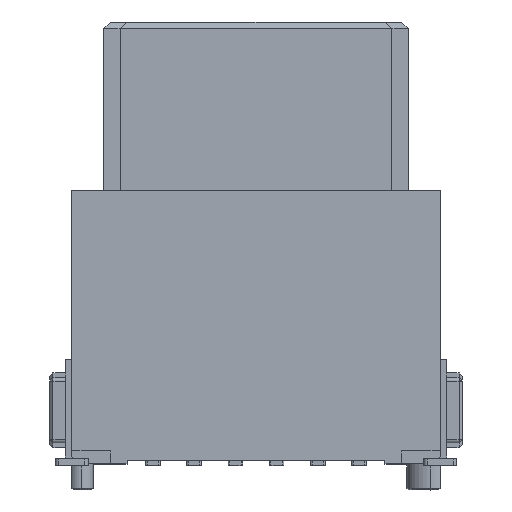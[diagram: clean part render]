
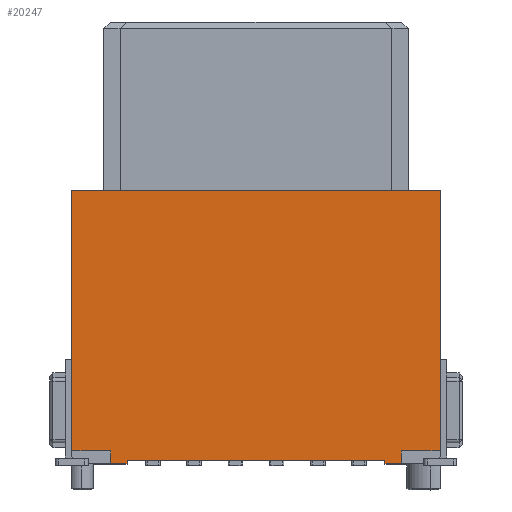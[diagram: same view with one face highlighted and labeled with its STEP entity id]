
A CAD part, top view. The second image highlights one B-rep face of the part: STEP entity #20247.
In plain terms, the highlighted planar face has unit normal (0, 0, 1).
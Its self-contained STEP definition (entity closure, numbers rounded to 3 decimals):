
#117 = VECTOR ( 'NONE', #7484, 1000. ) ;
#344 = CARTESIAN_POINT ( 'NONE',  ( 3.97, 0.05, 2.1 ) ) ;
#358 = EDGE_CURVE ( 'NONE', #9085, #17668, #2855, .T. ) ;
#990 = ORIENTED_EDGE ( 'NONE', *, *, #21194, .F. ) ;
#1173 = LINE ( 'NONE', #20902, #22189 ) ;
#1746 = EDGE_CURVE ( 'NONE', #27624, #18080, #9825, .T. ) ;
#2036 = EDGE_CURVE ( 'NONE', #17668, #24289, #8417, .T. ) ;
#2315 = LINE ( 'NONE', #23259, #20978 ) ;
#2631 = CARTESIAN_POINT ( 'NONE',  ( 5.67, 0.45, 2.1 ) ) ;
#2772 = CARTESIAN_POINT ( 'NONE',  ( 5.67, 8.45, 2.1 ) ) ;
#2847 = PLANE ( 'NONE',  #21403 ) ;
#2855 = LINE ( 'NONE', #15525, #15688 ) ;
#2907 = DIRECTION ( 'NONE',  ( 0., -1., 0. ) ) ;
#2934 = ORIENTED_EDGE ( 'NONE', *, *, #21023, .T. ) ;
#3558 = CARTESIAN_POINT ( 'NONE',  ( -5.67, 0.05, 2.1 ) ) ;
#3718 = VERTEX_POINT ( 'NONE', #16222 ) ;
#3813 = DIRECTION ( 'NONE',  ( 0., 1., 0. ) ) ;
#4050 = ORIENTED_EDGE ( 'NONE', *, *, #1746, .F. ) ;
#4070 = CARTESIAN_POINT ( 'NONE',  ( -4.47, 0.45, 2.1 ) ) ;
#4437 = VERTEX_POINT ( 'NONE', #4661 ) ;
#4544 = EDGE_CURVE ( 'NONE', #19412, #25983, #14401, .T. ) ;
#4661 = CARTESIAN_POINT ( 'NONE',  ( -3.97, 0.05, 2.1 ) ) ;
#4854 = CARTESIAN_POINT ( 'NONE',  ( -3.97, 0.05, 2.1 ) ) ;
#5011 = LINE ( 'NONE', #7283, #7790 ) ;
#5339 = DIRECTION ( 'NONE',  ( 1., 0., 0. ) ) ;
#5718 = ORIENTED_EDGE ( 'NONE', *, *, #4544, .T. ) ;
#5793 = DIRECTION ( 'NONE',  ( -1., 0., 0. ) ) ;
#5858 = LINE ( 'NONE', #9742, #22745 ) ;
#5912 = CARTESIAN_POINT ( 'NONE',  ( 5.67, 0.05, 2.1 ) ) ;
#6270 = VECTOR ( 'NONE', #8655, 1000. ) ;
#6710 = CARTESIAN_POINT ( 'NONE',  ( 4.47, 0.45, 2.1 ) ) ;
#7186 = VERTEX_POINT ( 'NONE', #16786 ) ;
#7283 = CARTESIAN_POINT ( 'NONE',  ( -4.47, 0.45, 2.1 ) ) ;
#7484 = DIRECTION ( 'NONE',  ( 0., 1., 0. ) ) ;
#7790 = VECTOR ( 'NONE', #15741, 1000. ) ;
#7974 = CARTESIAN_POINT ( 'NONE',  ( -4.47, 0.05, 2.1 ) ) ;
#8003 = CARTESIAN_POINT ( 'NONE',  ( -5.67, 0.05, 2.1 ) ) ;
#8417 = LINE ( 'NONE', #8003, #24038 ) ;
#8655 = DIRECTION ( 'NONE',  ( 0., -1., 0. ) ) ;
#8677 = ORIENTED_EDGE ( 'NONE', *, *, #13672, .F. ) ;
#8825 = DIRECTION ( 'NONE',  ( 0., -1., 0. ) ) ;
#9085 = VERTEX_POINT ( 'NONE', #4070 ) ;
#9742 = CARTESIAN_POINT ( 'NONE',  ( -5.67, 8.45, 2.1 ) ) ;
#9800 = ORIENTED_EDGE ( 'NONE', *, *, #17712, .T. ) ;
#9825 = LINE ( 'NONE', #3558, #12833 ) ;
#9997 = DIRECTION ( 'NONE',  ( -1., 0., 0. ) ) ;
#11222 = DIRECTION ( 'NONE',  ( -1., 0., 0. ) ) ;
#12322 = ORIENTED_EDGE ( 'NONE', *, *, #358, .F. ) ;
#12833 = VECTOR ( 'NONE', #5793, 1000. ) ;
#12987 = VERTEX_POINT ( 'NONE', #7974 ) ;
#13028 = VECTOR ( 'NONE', #8825, 1000. ) ;
#13190 = FACE_OUTER_BOUND ( 'NONE', #16962, .T. ) ;
#13455 = ORIENTED_EDGE ( 'NONE', *, *, #2036, .F. ) ;
#13672 = EDGE_CURVE ( 'NONE', #19412, #19313, #2315, .T. ) ;
#13737 = ORIENTED_EDGE ( 'NONE', *, *, #26712, .F. ) ;
#14085 = VECTOR ( 'NONE', #9997, 1000. ) ;
#14401 = LINE ( 'NONE', #5912, #117 ) ;
#14514 = CARTESIAN_POINT ( 'NONE',  ( 4.47, 0.05, 2.1 ) ) ;
#15380 = EDGE_CURVE ( 'NONE', #7186, #18080, #19420, .T. ) ;
#15525 = CARTESIAN_POINT ( 'NONE',  ( -4.47, 0.45, 2.1 ) ) ;
#15688 = VECTOR ( 'NONE', #11222, 1000. ) ;
#15741 = DIRECTION ( 'NONE',  ( 0., -1., 0. ) ) ;
#16124 = LINE ( 'NONE', #22574, #14085 ) ;
#16199 = CARTESIAN_POINT ( 'NONE',  ( 3.97, 0.05, 2.1 ) ) ;
#16222 = CARTESIAN_POINT ( 'NONE',  ( -3.97, 0.15, 2.1 ) ) ;
#16301 = DIRECTION ( 'NONE',  ( -1., 0., 0. ) ) ;
#16786 = CARTESIAN_POINT ( 'NONE',  ( 3.97, 0.15, 2.1 ) ) ;
#16933 = DIRECTION ( 'NONE',  ( -1., 0., 0. ) ) ;
#16962 = EDGE_LOOP ( 'NONE', ( #12322, #18665, #13737, #24218, #9800, #26794, #4050, #990, #8677, #5718, #2934, #13455 ) ) ;
#17267 = CARTESIAN_POINT ( 'NONE',  ( 4.47, 0.45, 2.1 ) ) ;
#17493 = CARTESIAN_POINT ( 'NONE',  ( -5.67, 0.45, 2.1 ) ) ;
#17495 = DIRECTION ( 'NONE',  ( -1., 0., 0. ) ) ;
#17668 = VERTEX_POINT ( 'NONE', #17493 ) ;
#17712 = EDGE_CURVE ( 'NONE', #3718, #7186, #1173, .T. ) ;
#18080 = VERTEX_POINT ( 'NONE', #16199 ) ;
#18262 = EDGE_CURVE ( 'NONE', #3718, #4437, #23987, .T. ) ;
#18665 = ORIENTED_EDGE ( 'NONE', *, *, #23299, .T. ) ;
#19313 = VERTEX_POINT ( 'NONE', #6710 ) ;
#19412 = VERTEX_POINT ( 'NONE', #2631 ) ;
#19420 = LINE ( 'NONE', #344, #13028 ) ;
#19566 = DIRECTION ( 'NONE',  ( 0., 0., -1. ) ) ;
#20247 = ADVANCED_FACE ( 'NONE', ( #13190 ), #2847, .F. ) ;
#20902 = CARTESIAN_POINT ( 'NONE',  ( -3.97, 0.15, 2.1 ) ) ;
#20978 = VECTOR ( 'NONE', #16933, 1000. ) ;
#21023 = EDGE_CURVE ( 'NONE', #25983, #24289, #5858, .T. ) ;
#21194 = EDGE_CURVE ( 'NONE', #19313, #27624, #27516, .T. ) ;
#21403 = AXIS2_PLACEMENT_3D ( 'NONE', #23664, #19566, #17495 ) ;
#21922 = CARTESIAN_POINT ( 'NONE',  ( -5.67, 8.45, 2.1 ) ) ;
#22189 = VECTOR ( 'NONE', #5339, 1000. ) ;
#22225 = VECTOR ( 'NONE', #2907, 1000. ) ;
#22574 = CARTESIAN_POINT ( 'NONE',  ( -5.67, 0.05, 2.1 ) ) ;
#22745 = VECTOR ( 'NONE', #16301, 1000. ) ;
#23259 = CARTESIAN_POINT ( 'NONE',  ( 4.47, 0.45, 2.1 ) ) ;
#23299 = EDGE_CURVE ( 'NONE', #9085, #12987, #5011, .T. ) ;
#23664 = CARTESIAN_POINT ( 'NONE',  ( -5.67, 0.05, 2.1 ) ) ;
#23987 = LINE ( 'NONE', #4854, #22225 ) ;
#24038 = VECTOR ( 'NONE', #3813, 1000. ) ;
#24218 = ORIENTED_EDGE ( 'NONE', *, *, #18262, .F. ) ;
#24289 = VERTEX_POINT ( 'NONE', #21922 ) ;
#25983 = VERTEX_POINT ( 'NONE', #2772 ) ;
#26712 = EDGE_CURVE ( 'NONE', #4437, #12987, #16124, .T. ) ;
#26794 = ORIENTED_EDGE ( 'NONE', *, *, #15380, .T. ) ;
#27516 = LINE ( 'NONE', #17267, #6270 ) ;
#27624 = VERTEX_POINT ( 'NONE', #14514 ) ;
